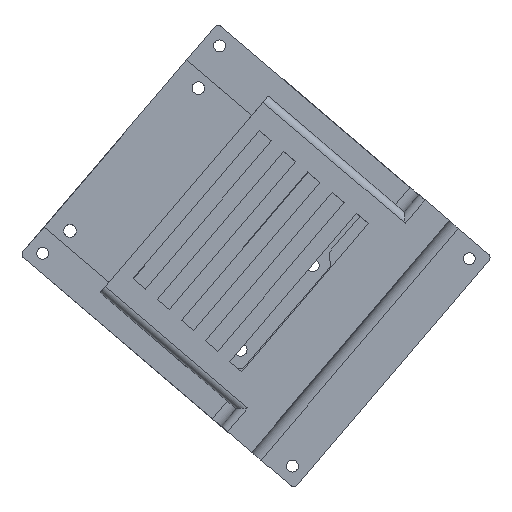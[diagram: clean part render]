
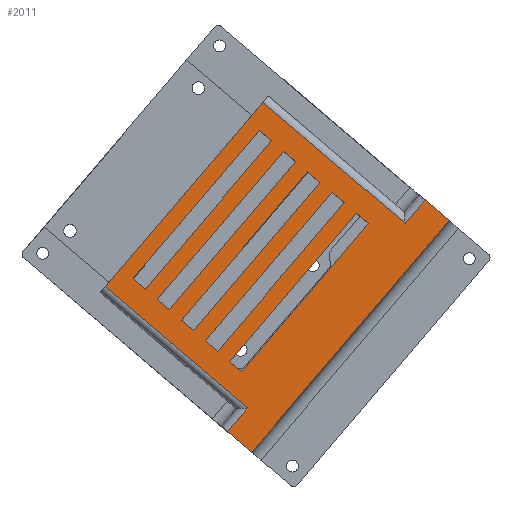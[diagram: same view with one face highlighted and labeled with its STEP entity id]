
A CAD part, top view. The second image highlights one B-rep face of the part: STEP entity #2011.
In plain terms, the highlighted planar face has unit normal (0, 0, 1).
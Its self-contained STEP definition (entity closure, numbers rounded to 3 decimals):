
#14=FACE_BOUND('',#227,.T.);
#15=FACE_BOUND('',#228,.T.);
#16=FACE_BOUND('',#229,.T.);
#17=FACE_BOUND('',#230,.T.);
#18=FACE_BOUND('',#231,.T.);
#54=PLANE('',#2128);
#132=FACE_OUTER_BOUND('',#226,.T.);
#226=EDGE_LOOP('',(#1348,#1349,#1350,#1351,#1352,#1353,#1354,#1355));
#227=EDGE_LOOP('',(#1356,#1357,#1358,#1359));
#228=EDGE_LOOP('',(#1360,#1361,#1362,#1363));
#229=EDGE_LOOP('',(#1364,#1365,#1366,#1367));
#230=EDGE_LOOP('',(#1368,#1369,#1370,#1371));
#231=EDGE_LOOP('',(#1372,#1373,#1374,#1375));
#397=LINE('',#2769,#637);
#398=LINE('',#2773,#638);
#400=LINE('',#2779,#640);
#401=LINE('',#2781,#641);
#402=LINE('',#2783,#642);
#403=LINE('',#2785,#643);
#404=LINE('',#2787,#644);
#405=LINE('',#2788,#645);
#406=LINE('',#2791,#646);
#407=LINE('',#2793,#647);
#408=LINE('',#2795,#648);
#409=LINE('',#2796,#649);
#410=LINE('',#2799,#650);
#411=LINE('',#2801,#651);
#412=LINE('',#2803,#652);
#413=LINE('',#2804,#653);
#414=LINE('',#2807,#654);
#415=LINE('',#2809,#655);
#416=LINE('',#2811,#656);
#417=LINE('',#2812,#657);
#418=LINE('',#2815,#658);
#419=LINE('',#2817,#659);
#420=LINE('',#2819,#660);
#421=LINE('',#2820,#661);
#422=LINE('',#2823,#662);
#423=LINE('',#2825,#663);
#424=LINE('',#2827,#664);
#425=LINE('',#2828,#665);
#637=VECTOR('',#2262,10.);
#638=VECTOR('',#2267,10.);
#640=VECTOR('',#2273,10.);
#641=VECTOR('',#2274,10.);
#642=VECTOR('',#2275,10.);
#643=VECTOR('',#2276,10.);
#644=VECTOR('',#2277,10.);
#645=VECTOR('',#2278,10.);
#646=VECTOR('',#2279,10.);
#647=VECTOR('',#2280,10.);
#648=VECTOR('',#2281,10.);
#649=VECTOR('',#2282,10.);
#650=VECTOR('',#2283,10.);
#651=VECTOR('',#2284,10.);
#652=VECTOR('',#2285,10.);
#653=VECTOR('',#2286,10.);
#654=VECTOR('',#2287,10.);
#655=VECTOR('',#2288,10.);
#656=VECTOR('',#2289,10.);
#657=VECTOR('',#2290,10.);
#658=VECTOR('',#2291,10.);
#659=VECTOR('',#2292,10.);
#660=VECTOR('',#2293,10.);
#661=VECTOR('',#2294,10.);
#662=VECTOR('',#2295,10.);
#663=VECTOR('',#2296,10.);
#664=VECTOR('',#2297,10.);
#665=VECTOR('',#2298,10.);
#878=VERTEX_POINT('',#2766);
#879=VERTEX_POINT('',#2768);
#880=VERTEX_POINT('',#2772);
#882=VERTEX_POINT('',#2778);
#883=VERTEX_POINT('',#2780);
#884=VERTEX_POINT('',#2782);
#885=VERTEX_POINT('',#2784);
#886=VERTEX_POINT('',#2786);
#887=VERTEX_POINT('',#2789);
#888=VERTEX_POINT('',#2790);
#889=VERTEX_POINT('',#2792);
#890=VERTEX_POINT('',#2794);
#891=VERTEX_POINT('',#2797);
#892=VERTEX_POINT('',#2798);
#893=VERTEX_POINT('',#2800);
#894=VERTEX_POINT('',#2802);
#895=VERTEX_POINT('',#2805);
#896=VERTEX_POINT('',#2806);
#897=VERTEX_POINT('',#2808);
#898=VERTEX_POINT('',#2810);
#899=VERTEX_POINT('',#2813);
#900=VERTEX_POINT('',#2814);
#901=VERTEX_POINT('',#2816);
#902=VERTEX_POINT('',#2818);
#903=VERTEX_POINT('',#2821);
#904=VERTEX_POINT('',#2822);
#905=VERTEX_POINT('',#2824);
#906=VERTEX_POINT('',#2826);
#1064=EDGE_CURVE('',#878,#879,#397,.T.);
#1066=EDGE_CURVE('',#879,#880,#398,.T.);
#1069=EDGE_CURVE('',#878,#882,#400,.T.);
#1070=EDGE_CURVE('',#882,#883,#401,.T.);
#1071=EDGE_CURVE('',#883,#884,#402,.T.);
#1072=EDGE_CURVE('',#885,#884,#403,.T.);
#1073=EDGE_CURVE('',#886,#885,#404,.T.);
#1074=EDGE_CURVE('',#880,#886,#405,.T.);
#1075=EDGE_CURVE('',#887,#888,#406,.T.);
#1076=EDGE_CURVE('',#888,#889,#407,.T.);
#1077=EDGE_CURVE('',#889,#890,#408,.T.);
#1078=EDGE_CURVE('',#890,#887,#409,.T.);
#1079=EDGE_CURVE('',#891,#892,#410,.T.);
#1080=EDGE_CURVE('',#892,#893,#411,.T.);
#1081=EDGE_CURVE('',#893,#894,#412,.T.);
#1082=EDGE_CURVE('',#894,#891,#413,.T.);
#1083=EDGE_CURVE('',#895,#896,#414,.T.);
#1084=EDGE_CURVE('',#896,#897,#415,.T.);
#1085=EDGE_CURVE('',#897,#898,#416,.T.);
#1086=EDGE_CURVE('',#898,#895,#417,.T.);
#1087=EDGE_CURVE('',#899,#900,#418,.T.);
#1088=EDGE_CURVE('',#900,#901,#419,.T.);
#1089=EDGE_CURVE('',#901,#902,#420,.T.);
#1090=EDGE_CURVE('',#902,#899,#421,.T.);
#1091=EDGE_CURVE('',#903,#904,#422,.T.);
#1092=EDGE_CURVE('',#904,#905,#423,.T.);
#1093=EDGE_CURVE('',#905,#906,#424,.T.);
#1094=EDGE_CURVE('',#906,#903,#425,.T.);
#1348=ORIENTED_EDGE('',*,*,#1066,.F.);
#1349=ORIENTED_EDGE('',*,*,#1064,.F.);
#1350=ORIENTED_EDGE('',*,*,#1069,.T.);
#1351=ORIENTED_EDGE('',*,*,#1070,.T.);
#1352=ORIENTED_EDGE('',*,*,#1071,.T.);
#1353=ORIENTED_EDGE('',*,*,#1072,.F.);
#1354=ORIENTED_EDGE('',*,*,#1073,.F.);
#1355=ORIENTED_EDGE('',*,*,#1074,.F.);
#1356=ORIENTED_EDGE('',*,*,#1075,.T.);
#1357=ORIENTED_EDGE('',*,*,#1076,.T.);
#1358=ORIENTED_EDGE('',*,*,#1077,.T.);
#1359=ORIENTED_EDGE('',*,*,#1078,.T.);
#1360=ORIENTED_EDGE('',*,*,#1079,.T.);
#1361=ORIENTED_EDGE('',*,*,#1080,.T.);
#1362=ORIENTED_EDGE('',*,*,#1081,.T.);
#1363=ORIENTED_EDGE('',*,*,#1082,.T.);
#1364=ORIENTED_EDGE('',*,*,#1083,.T.);
#1365=ORIENTED_EDGE('',*,*,#1084,.T.);
#1366=ORIENTED_EDGE('',*,*,#1085,.T.);
#1367=ORIENTED_EDGE('',*,*,#1086,.T.);
#1368=ORIENTED_EDGE('',*,*,#1087,.T.);
#1369=ORIENTED_EDGE('',*,*,#1088,.T.);
#1370=ORIENTED_EDGE('',*,*,#1089,.T.);
#1371=ORIENTED_EDGE('',*,*,#1090,.T.);
#1372=ORIENTED_EDGE('',*,*,#1091,.T.);
#1373=ORIENTED_EDGE('',*,*,#1092,.T.);
#1374=ORIENTED_EDGE('',*,*,#1093,.T.);
#1375=ORIENTED_EDGE('',*,*,#1094,.T.);
#2011=ADVANCED_FACE('',(#132,#14,#15,#16,#17,#18),#54,.T.);
#2128=AXIS2_PLACEMENT_3D('',#2777,#2271,#2272);
#2262=DIRECTION('',(0.649,0.761,0.));
#2267=DIRECTION('',(-0.761,0.649,0.));
#2271=DIRECTION('center_axis',(0.,0.,1.));
#2272=DIRECTION('ref_axis',(1.,0.,0.));
#2273=DIRECTION('',(0.761,-0.649,0.));
#2274=DIRECTION('',(0.649,0.761,0.));
#2275=DIRECTION('',(-0.761,0.649,0.));
#2276=DIRECTION('',(0.649,0.761,0.));
#2277=DIRECTION('',(0.761,-0.649,0.));
#2278=DIRECTION('',(0.649,0.761,0.));
#2279=DIRECTION('',(0.761,-0.649,0.));
#2280=DIRECTION('',(-0.649,-0.761,0.));
#2281=DIRECTION('',(-0.761,0.649,0.));
#2282=DIRECTION('',(0.649,0.761,0.));
#2283=DIRECTION('',(0.761,-0.649,0.));
#2284=DIRECTION('',(-0.649,-0.761,0.));
#2285=DIRECTION('',(-0.761,0.649,0.));
#2286=DIRECTION('',(0.649,0.761,0.));
#2287=DIRECTION('',(0.761,-0.649,0.));
#2288=DIRECTION('',(-0.649,-0.761,0.));
#2289=DIRECTION('',(-0.761,0.649,0.));
#2290=DIRECTION('',(0.649,0.761,0.));
#2291=DIRECTION('',(0.761,-0.649,0.));
#2292=DIRECTION('',(-0.649,-0.761,0.));
#2293=DIRECTION('',(-0.761,0.649,0.));
#2294=DIRECTION('',(0.649,0.761,0.));
#2295=DIRECTION('',(0.649,0.761,0.));
#2296=DIRECTION('',(0.761,-0.649,0.));
#2297=DIRECTION('',(-0.649,-0.761,0.));
#2298=DIRECTION('',(-0.761,0.649,0.));
#2766=CARTESIAN_POINT('',(-7.131,-44.19,48.5));
#2768=CARTESIAN_POINT('',(-2.102,-38.294,48.5));
#2769=CARTESIAN_POINT('',(30.101,-0.536,48.5));
#2772=CARTESIAN_POINT('',(-37.862,-7.794,48.5));
#2773=CARTESIAN_POINT('',(-1.722,-38.618,48.5));
#2777=CARTESIAN_POINT('Origin',(19.973,-17.034,48.5));
#2778=CARTESIAN_POINT('',(-1.044,-49.382,48.5));
#2779=CARTESIAN_POINT('',(8.847,-57.817,48.5));
#2780=CARTESIAN_POINT('',(48.598,8.824,48.5));
#2781=CARTESIAN_POINT('',(48.598,8.824,48.5));
#2782=CARTESIAN_POINT('',(42.511,14.016,48.5));
#2783=CARTESIAN_POINT('',(-8.847,57.817,48.5));
#2784=CARTESIAN_POINT('',(37.482,8.119,48.5));
#2785=CARTESIAN_POINT('',(30.101,-0.536,48.5));
#2786=CARTESIAN_POINT('',(1.722,38.618,48.5));
#2787=CARTESIAN_POINT('',(36.517,8.942,48.5));
#2788=CARTESIAN_POINT('',(3.019,40.14,48.5));
#2789=CARTESIAN_POINT('',(25.219,10.692,48.5));
#2790=CARTESIAN_POINT('',(28.262,8.096,48.5));
#2791=CARTESIAN_POINT('',(30.545,6.149,48.5));
#2792=CARTESIAN_POINT('',(-3.535,-29.186,48.5));
#2793=CARTESIAN_POINT('',(20.313,-1.224,48.5));
#2794=CARTESIAN_POINT('',(-6.578,-26.59,48.5));
#2795=CARTESIAN_POINT('',(0.27,-32.431,48.5));
#2796=CARTESIAN_POINT('',(1.371,-17.27,48.5));
#2797=CARTESIAN_POINT('',(13.045,21.074,48.5));
#2798=CARTESIAN_POINT('',(16.089,18.479,48.5));
#2799=CARTESIAN_POINT('',(24.458,11.341,48.5));
#2800=CARTESIAN_POINT('',(-15.708,-18.803,48.5));
#2801=CARTESIAN_POINT('',(8.139,9.158,48.5));
#2802=CARTESIAN_POINT('',(-18.752,-16.208,48.5));
#2803=CARTESIAN_POINT('',(-5.817,-27.239,48.5));
#2804=CARTESIAN_POINT('',(-10.802,-6.887,48.5));
#2805=CARTESIAN_POINT('',(6.958,26.266,48.5));
#2806=CARTESIAN_POINT('',(10.002,23.67,48.5));
#2807=CARTESIAN_POINT('',(21.415,13.936,48.5));
#2808=CARTESIAN_POINT('',(-21.795,-13.612,48.5));
#2809=CARTESIAN_POINT('',(2.053,14.35,48.5));
#2810=CARTESIAN_POINT('',(-24.839,-11.016,48.5));
#2811=CARTESIAN_POINT('',(-8.861,-24.644,48.5));
#2812=CARTESIAN_POINT('',(-16.889,-1.696,48.5));
#2813=CARTESIAN_POINT('',(19.132,15.883,48.5));
#2814=CARTESIAN_POINT('',(22.176,13.287,48.5));
#2815=CARTESIAN_POINT('',(27.502,8.745,48.5));
#2816=CARTESIAN_POINT('',(-9.621,-23.995,48.5));
#2817=CARTESIAN_POINT('',(14.226,3.967,48.5));
#2818=CARTESIAN_POINT('',(-12.665,-21.399,48.5));
#2819=CARTESIAN_POINT('',(-2.774,-29.835,48.5));
#2820=CARTESIAN_POINT('',(-4.716,-12.078,48.5));
#2821=CARTESIAN_POINT('',(-30.925,-5.825,48.5));
#2822=CARTESIAN_POINT('',(0.871,31.457,48.5));
#2823=CARTESIAN_POINT('',(-22.976,3.496,48.5));
#2824=CARTESIAN_POINT('',(3.915,28.861,48.5));
#2825=CARTESIAN_POINT('',(18.371,16.532,48.5));
#2826=CARTESIAN_POINT('',(-27.882,-8.421,48.5));
#2827=CARTESIAN_POINT('',(-4.034,19.541,48.5));
#2828=CARTESIAN_POINT('',(-11.904,-22.048,48.5));
